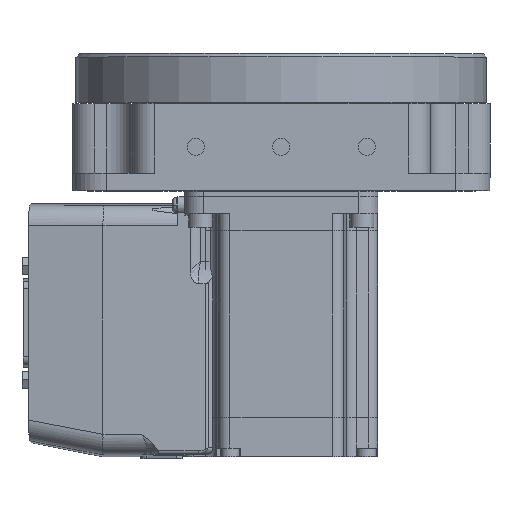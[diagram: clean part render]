
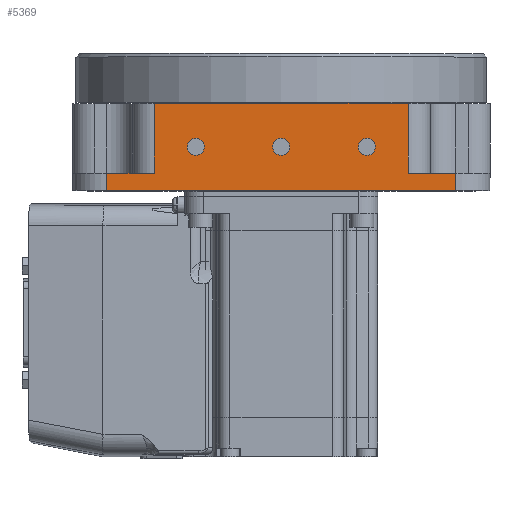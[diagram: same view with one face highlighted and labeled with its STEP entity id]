
A CAD part, top view. The second image highlights one B-rep face of the part: STEP entity #5369.
In plain terms, the highlighted planar face has unit normal (0, 0, 1).
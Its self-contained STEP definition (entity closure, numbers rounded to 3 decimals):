
#255 = EDGE_CURVE ( 'NONE', #19532, #8871, #15815, .T. ) ;
#594 = VECTOR ( 'NONE', #24163, 1000. ) ;
#640 = CARTESIAN_POINT ( 'NONE',  ( -22.5, 12.7, 61. ) ) ;
#831 = LINE ( 'NONE', #12139, #24032 ) ;
#835 = DIRECTION ( 'NONE',  ( 0., -1., 0. ) ) ;
#850 = ORIENTED_EDGE ( 'NONE', *, *, #3095, .F. ) ;
#1442 = CARTESIAN_POINT ( 'NONE',  ( 37.1, 5., 61. ) ) ;
#1451 = AXIS2_PLACEMENT_3D ( 'NONE', #7520, #1714, #7133 ) ;
#1714 = DIRECTION ( 'NONE',  ( 0., 0., 1. ) ) ;
#1719 = VERTEX_POINT ( 'NONE', #1442 ) ;
#1727 = EDGE_LOOP ( 'NONE', ( #3712, #8854 ) ) ;
#1982 = DIRECTION ( 'NONE',  ( 0., 0., 1. ) ) ;
#2385 = DIRECTION ( 'NONE',  ( -1., 0., 0. ) ) ;
#2814 = CARTESIAN_POINT ( 'NONE',  ( 37.1, 36.8, 61. ) ) ;
#2823 = EDGE_CURVE ( 'NONE', #19643, #14537, #22261, .T. ) ;
#3045 = CIRCLE ( 'NONE', #1451, 2.5 ) ;
#3095 = EDGE_CURVE ( 'NONE', #1719, #21873, #15516, .T. ) ;
#3712 = ORIENTED_EDGE ( 'NONE', *, *, #3768, .F. ) ;
#3765 = DIRECTION ( 'NONE',  ( 0., 0., 1. ) ) ;
#3768 = EDGE_CURVE ( 'NONE', #18583, #22367, #5679, .T. ) ;
#4011 = EDGE_CURVE ( 'NONE', #14537, #1719, #16023, .T. ) ;
#4033 = FACE_BOUND ( 'NONE', #13028, .T. ) ;
#4128 = AXIS2_PLACEMENT_3D ( 'NONE', #4286, #19590, #2385 ) ;
#4286 = CARTESIAN_POINT ( 'NONE',  ( -51., 25.38, 61. ) ) ;
#5074 = CARTESIAN_POINT ( 'NONE',  ( -37.1, 36.8, 61. ) ) ;
#5369 = ADVANCED_FACE ( 'NONE', ( #8073, #15722, #4033, #13839 ), #21463, .F. ) ;
#5435 = VERTEX_POINT ( 'NONE', #640 ) ;
#5604 = ORIENTED_EDGE ( 'NONE', *, *, #4011, .F. ) ;
#5679 = CIRCLE ( 'NONE', #10108, 2.5 ) ;
#5888 = AXIS2_PLACEMENT_3D ( 'NONE', #20113, #11996, #19628 ) ;
#6246 = CARTESIAN_POINT ( 'NONE',  ( -51., 5., 61. ) ) ;
#6276 = CARTESIAN_POINT ( 'NONE',  ( 51., 5., 61. ) ) ;
#6465 = ORIENTED_EDGE ( 'NONE', *, *, #10808, .T. ) ;
#6560 = ORIENTED_EDGE ( 'NONE', *, *, #20752, .F. ) ;
#6578 = VECTOR ( 'NONE', #23199, 1000. ) ;
#6774 = AXIS2_PLACEMENT_3D ( 'NONE', #8610, #16250, #22371 ) ;
#7133 = DIRECTION ( 'NONE',  ( 1., 0., 0. ) ) ;
#7426 = VERTEX_POINT ( 'NONE', #7659 ) ;
#7428 = CARTESIAN_POINT ( 'NONE',  ( 25., 12.7, 61. ) ) ;
#7520 = CARTESIAN_POINT ( 'NONE',  ( 0., 12.7, 61. ) ) ;
#7659 = CARTESIAN_POINT ( 'NONE',  ( 2.5, 12.7, 61. ) ) ;
#7995 = CARTESIAN_POINT ( 'NONE',  ( -51., 0., 61. ) ) ;
#8073 = FACE_BOUND ( 'NONE', #1727, .T. ) ;
#8283 = CARTESIAN_POINT ( 'NONE',  ( -51., 25.38, 61. ) ) ;
#8610 = CARTESIAN_POINT ( 'NONE',  ( -25., 12.7, 61. ) ) ;
#8628 = CIRCLE ( 'NONE', #15440, 2.5 ) ;
#8652 = LINE ( 'NONE', #8283, #8678 ) ;
#8678 = VECTOR ( 'NONE', #835, 1000. ) ;
#8854 = ORIENTED_EDGE ( 'NONE', *, *, #22298, .F. ) ;
#8871 = VERTEX_POINT ( 'NONE', #22401 ) ;
#9507 = EDGE_CURVE ( 'NONE', #5435, #19086, #14396, .T. ) ;
#9620 = CARTESIAN_POINT ( 'NONE',  ( -2.5, 12.7, 61. ) ) ;
#9670 = DIRECTION ( 'NONE',  ( 1., 0., 0. ) ) ;
#10108 = AXIS2_PLACEMENT_3D ( 'NONE', #7428, #3765, #20947 ) ;
#10215 = EDGE_CURVE ( 'NONE', #21873, #8871, #831, .T. ) ;
#10307 = CIRCLE ( 'NONE', #5888, 2.5 ) ;
#10808 = EDGE_CURVE ( 'NONE', #19643, #23708, #11120, .T. ) ;
#10960 = VERTEX_POINT ( 'NONE', #9620 ) ;
#11120 = LINE ( 'NONE', #5074, #21228 ) ;
#11199 = EDGE_LOOP ( 'NONE', ( #17096, #16807 ) ) ;
#11785 = CARTESIAN_POINT ( 'NONE',  ( 37.1, 25.38, 61. ) ) ;
#11996 = DIRECTION ( 'NONE',  ( 0., 0., 1. ) ) ;
#12139 = CARTESIAN_POINT ( 'NONE',  ( 51., 25.38, 61. ) ) ;
#12727 = ORIENTED_EDGE ( 'NONE', *, *, #15832, .T. ) ;
#12854 = CARTESIAN_POINT ( 'NONE',  ( -37.1, 5., 61. ) ) ;
#12908 = VECTOR ( 'NONE', #14267, 1000. ) ;
#13011 = DIRECTION ( 'NONE',  ( 1., 0., 0. ) ) ;
#13028 = EDGE_LOOP ( 'NONE', ( #20040, #20161 ) ) ;
#13839 = FACE_OUTER_BOUND ( 'NONE', #24632, .T. ) ;
#13870 = DIRECTION ( 'NONE',  ( 1., 0., 0. ) ) ;
#13962 = DIRECTION ( 'NONE',  ( 1., 0., 0. ) ) ;
#14080 = CARTESIAN_POINT ( 'NONE',  ( -25., 12.7, 61. ) ) ;
#14267 = DIRECTION ( 'NONE',  ( 0., -1., 0. ) ) ;
#14396 = CIRCLE ( 'NONE', #6774, 2.5 ) ;
#14537 = VERTEX_POINT ( 'NONE', #11785 ) ;
#14688 = VERTEX_POINT ( 'NONE', #6246 ) ;
#15440 = AXIS2_PLACEMENT_3D ( 'NONE', #21165, #1982, #9670 ) ;
#15516 = LINE ( 'NONE', #24776, #18767 ) ;
#15722 = FACE_BOUND ( 'NONE', #11199, .T. ) ;
#15815 = LINE ( 'NONE', #17693, #6578 ) ;
#15832 = EDGE_CURVE ( 'NONE', #14688, #19532, #8652, .T. ) ;
#16023 = LINE ( 'NONE', #2814, #12908 ) ;
#16035 = EDGE_CURVE ( 'NONE', #7426, #10960, #3045, .T. ) ;
#16250 = DIRECTION ( 'NONE',  ( 0., 0., 1. ) ) ;
#16439 = ORIENTED_EDGE ( 'NONE', *, *, #255, .T. ) ;
#16491 = CARTESIAN_POINT ( 'NONE',  ( 27.5, 12.7, 61. ) ) ;
#16807 = ORIENTED_EDGE ( 'NONE', *, *, #20577, .F. ) ;
#17096 = ORIENTED_EDGE ( 'NONE', *, *, #16035, .F. ) ;
#17181 = EDGE_CURVE ( 'NONE', #19086, #5435, #22134, .T. ) ;
#17532 = ORIENTED_EDGE ( 'NONE', *, *, #2823, .F. ) ;
#17693 = CARTESIAN_POINT ( 'NONE',  ( -51., 0., 61. ) ) ;
#17756 = AXIS2_PLACEMENT_3D ( 'NONE', #14080, #21834, #13962 ) ;
#18412 = LINE ( 'NONE', #22518, #594 ) ;
#18583 = VERTEX_POINT ( 'NONE', #16491 ) ;
#18763 = DIRECTION ( 'NONE',  ( 0., -1., 0. ) ) ;
#18767 = VECTOR ( 'NONE', #13870, 1000. ) ;
#18944 = CARTESIAN_POINT ( 'NONE',  ( -27.5, 12.7, 61. ) ) ;
#19086 = VERTEX_POINT ( 'NONE', #18944 ) ;
#19168 = VECTOR ( 'NONE', #13011, 1000. ) ;
#19532 = VERTEX_POINT ( 'NONE', #7995 ) ;
#19590 = DIRECTION ( 'NONE',  ( 0., 0., -1. ) ) ;
#19628 = DIRECTION ( 'NONE',  ( 1., 0., 0. ) ) ;
#19643 = VERTEX_POINT ( 'NONE', #19995 ) ;
#19995 = CARTESIAN_POINT ( 'NONE',  ( -37.1, 25.38, 61. ) ) ;
#20040 = ORIENTED_EDGE ( 'NONE', *, *, #9507, .F. ) ;
#20113 = CARTESIAN_POINT ( 'NONE',  ( 25., 12.7, 61. ) ) ;
#20161 = ORIENTED_EDGE ( 'NONE', *, *, #17181, .F. ) ;
#20577 = EDGE_CURVE ( 'NONE', #10960, #7426, #8628, .T. ) ;
#20641 = CARTESIAN_POINT ( 'NONE',  ( -51., 25.38, 61. ) ) ;
#20752 = EDGE_CURVE ( 'NONE', #14688, #23708, #18412, .T. ) ;
#20947 = DIRECTION ( 'NONE',  ( 1., 0., 0. ) ) ;
#21165 = CARTESIAN_POINT ( 'NONE',  ( 0., 12.7, 61. ) ) ;
#21228 = VECTOR ( 'NONE', #18763, 1000. ) ;
#21463 = PLANE ( 'NONE',  #4128 ) ;
#21834 = DIRECTION ( 'NONE',  ( 0., 0., 1. ) ) ;
#21873 = VERTEX_POINT ( 'NONE', #6276 ) ;
#22030 = DIRECTION ( 'NONE',  ( 0., -1., 0. ) ) ;
#22134 = CIRCLE ( 'NONE', #17756, 2.5 ) ;
#22261 = LINE ( 'NONE', #20641, #19168 ) ;
#22298 = EDGE_CURVE ( 'NONE', #22367, #18583, #10307, .T. ) ;
#22367 = VERTEX_POINT ( 'NONE', #22631 ) ;
#22371 = DIRECTION ( 'NONE',  ( 1., 0., 0. ) ) ;
#22401 = CARTESIAN_POINT ( 'NONE',  ( 51., 0., 61. ) ) ;
#22518 = CARTESIAN_POINT ( 'NONE',  ( -37.1, 5., 61. ) ) ;
#22631 = CARTESIAN_POINT ( 'NONE',  ( 22.5, 12.7, 61. ) ) ;
#23199 = DIRECTION ( 'NONE',  ( 1., 0., 0. ) ) ;
#23592 = ORIENTED_EDGE ( 'NONE', *, *, #10215, .F. ) ;
#23708 = VERTEX_POINT ( 'NONE', #12854 ) ;
#24032 = VECTOR ( 'NONE', #22030, 1000. ) ;
#24163 = DIRECTION ( 'NONE',  ( 1., 0., 0. ) ) ;
#24632 = EDGE_LOOP ( 'NONE', ( #5604, #17532, #6465, #6560, #12727, #16439, #23592, #850 ) ) ;
#24776 = CARTESIAN_POINT ( 'NONE',  ( 37.1, 5., 61. ) ) ;
